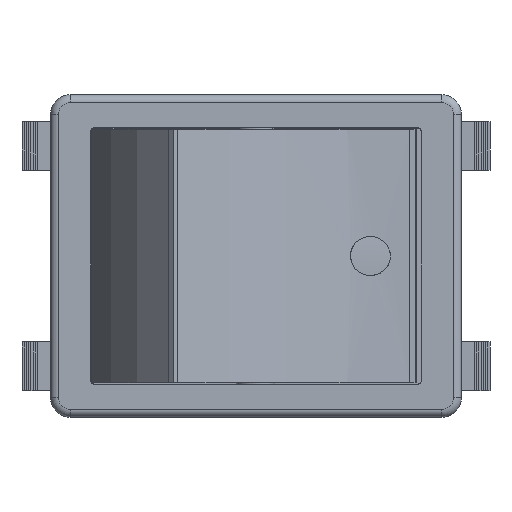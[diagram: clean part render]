
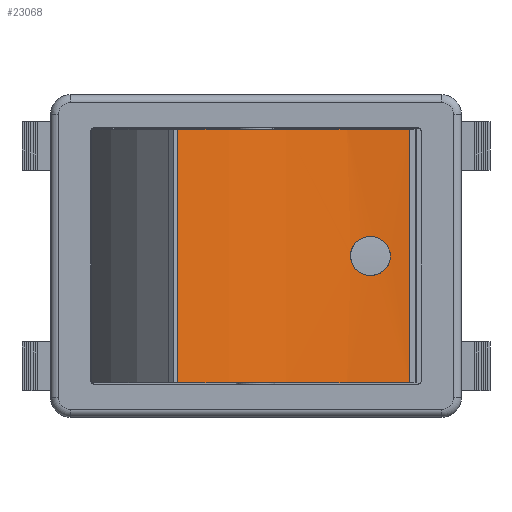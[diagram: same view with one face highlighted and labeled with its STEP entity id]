
A CAD part, top view. The second image highlights one B-rep face of the part: STEP entity #23068.
In plain terms, the highlighted cylindrical face has radius 28.263 mm (diameter 56.525 mm), a partial arc.
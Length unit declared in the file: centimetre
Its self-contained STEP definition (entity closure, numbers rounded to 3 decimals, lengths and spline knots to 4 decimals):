
#419=B_SPLINE_CURVE_WITH_KNOTS('',3,(#30591,#30592,#30593,#30594,#30595,
#30596,#30597,#30598,#30599,#30600,#30601,#30602,#30603,#30604,#30605,#30606,
#30607,#30608),.UNSPECIFIED.,.F.,.F.,(4,2,2,2,2,2,2,2,4),(0.,0.0565,
0.1129,0.1714,0.2299,0.2878,
0.3457,0.4021,0.4586),.UNSPECIFIED.);
#420=B_SPLINE_CURVE_WITH_KNOTS('',3,(#30609,#30610,#30611,#30612,#30613,
#30614,#30615,#30616,#30617,#30618,#30619,#30620,#30621,#30622,#30623,#30624,
#30625,#30626),.UNSPECIFIED.,.F.,.F.,(4,2,2,2,2,2,2,2,4),(0.4586,
0.515,0.5714,0.6293,0.6872,
0.7457,0.8042,0.8606,0.9171),
 .UNSPECIFIED.);
#1219=FACE_BOUND('',#3537,.T.);
#2235=FACE_OUTER_BOUND('',#3536,.T.);
#3536=EDGE_LOOP('',(#16448,#16449,#16450,#16451));
#3537=EDGE_LOOP('',(#16452,#16453));
#4842=CIRCLE('',#24374,2.8263);
#4875=CIRCLE('',#24447,2.8263);
#5006=LINE('',#30088,#7515);
#5007=LINE('',#30091,#7516);
#7515=VECTOR('',#25381,1.);
#7516=VECTOR('',#25384,1.);
#10028=VERTEX_POINT('',#30076);
#10029=VERTEX_POINT('',#30080);
#10030=VERTEX_POINT('',#30084);
#10031=VERTEX_POINT('',#30090);
#10182=VERTEX_POINT('',#30589);
#10183=VERTEX_POINT('',#30590);
#12350=EDGE_CURVE('',#10030,#10028,#5006,.T.);
#12351=EDGE_CURVE('',#10029,#10031,#5007,.T.);
#12572=EDGE_CURVE('',#10029,#10028,#4842,.T.);
#12583=EDGE_CURVE('',#10182,#10183,#419,.T.);
#12584=EDGE_CURVE('',#10183,#10182,#420,.T.);
#12678=EDGE_CURVE('',#10030,#10031,#4875,.T.);
#16448=ORIENTED_EDGE('',*,*,#12350,.F.);
#16449=ORIENTED_EDGE('',*,*,#12678,.T.);
#16450=ORIENTED_EDGE('',*,*,#12351,.F.);
#16451=ORIENTED_EDGE('',*,*,#12572,.T.);
#16452=ORIENTED_EDGE('',*,*,#12583,.T.);
#16453=ORIENTED_EDGE('',*,*,#12584,.T.);
#22880=CYLINDRICAL_SURFACE('',#24446,2.8263);
#23068=ADVANCED_FACE('',(#2235,#1219),#22880,.F.);
#24374=AXIS2_PLACEMENT_3D('',#30533,#25799,#25800);
#24446=AXIS2_PLACEMENT_3D('',#30822,#26006,#26007);
#24447=AXIS2_PLACEMENT_3D('',#30823,#26008,#26009);
#25381=DIRECTION('',(0.,1.,0.));
#25384=DIRECTION('',(0.,-1.,0.));
#25799=DIRECTION('center_axis',(0.,1.,0.));
#25800=DIRECTION('ref_axis',(0.65,0.,0.76));
#26006=DIRECTION('center_axis',(0.,-1.,0.));
#26007=DIRECTION('ref_axis',(0.65,0.,0.76));
#26008=DIRECTION('center_axis',(0.,-1.,0.));
#26009=DIRECTION('ref_axis',(0.65,0.,0.76));
#30076=CARTESIAN_POINT('',(-0.6028,0.975,2.5982));
#30080=CARTESIAN_POINT('',(1.1825,0.975,1.9484));
#30084=CARTESIAN_POINT('',(-0.6028,-0.975,2.5982));
#30088=CARTESIAN_POINT('',(-0.6028,0.,2.5982));
#30090=CARTESIAN_POINT('',(1.1825,-0.975,1.9484));
#30091=CARTESIAN_POINT('',(1.1825,0.,1.9484));
#30533=CARTESIAN_POINT('Origin',(1.2002,0.975,4.7746));
#30589=CARTESIAN_POINT('',(1.0332,0.,1.9533));
#30590=CARTESIAN_POINT('',(0.7267,0.,1.9883));
#30591=CARTESIAN_POINT('Ctrl Pts',(1.0332,0.,
1.9533));
#30592=CARTESIAN_POINT('Ctrl Pts',(1.0332,-0.0188,
1.9533));
#30593=CARTESIAN_POINT('Ctrl Pts',(1.0293,-0.0388,
1.9535));
#30594=CARTESIAN_POINT('Ctrl Pts',(1.0136,-0.0755,
1.9545));
#30595=CARTESIAN_POINT('Ctrl Pts',(1.0018,-0.0922,
1.9553));
#30596=CARTESIAN_POINT('Ctrl Pts',(0.9744,-0.119,
1.9574));
#30597=CARTESIAN_POINT('Ctrl Pts',(0.9569,-0.1307,
1.9588));
#30598=CARTESIAN_POINT('Ctrl Pts',(0.9186,-0.1462,
1.9624));
#30599=CARTESIAN_POINT('Ctrl Pts',(0.8979,-0.15,1.9645));
#30600=CARTESIAN_POINT('Ctrl Pts',(0.8593,-0.15,1.9689));
#30601=CARTESIAN_POINT('Ctrl Pts',(0.8389,-0.1463,
1.9715));
#30602=CARTESIAN_POINT('Ctrl Pts',(0.8012,-0.1309,
1.9766));
#30603=CARTESIAN_POINT('Ctrl Pts',(0.784,-0.1192,
1.9792));
#30604=CARTESIAN_POINT('Ctrl Pts',(0.7572,-0.0924,
1.9833));
#30605=CARTESIAN_POINT('Ctrl Pts',(0.7457,-0.0756,
1.9851));
#30606=CARTESIAN_POINT('Ctrl Pts',(0.7305,-0.0388,
1.9877));
#30607=CARTESIAN_POINT('Ctrl Pts',(0.7267,-0.0188,
1.9883));
#30608=CARTESIAN_POINT('Ctrl Pts',(0.7267,0.,
1.9883));
#30609=CARTESIAN_POINT('Ctrl Pts',(0.7267,0.,
1.9883));
#30610=CARTESIAN_POINT('Ctrl Pts',(0.7267,0.0188,
1.9883));
#30611=CARTESIAN_POINT('Ctrl Pts',(0.7305,0.0388,
1.9877));
#30612=CARTESIAN_POINT('Ctrl Pts',(0.7457,0.0756,
1.9851));
#30613=CARTESIAN_POINT('Ctrl Pts',(0.7572,0.0924,
1.9833));
#30614=CARTESIAN_POINT('Ctrl Pts',(0.784,0.1192,
1.9792));
#30615=CARTESIAN_POINT('Ctrl Pts',(0.8012,0.1309,
1.9766));
#30616=CARTESIAN_POINT('Ctrl Pts',(0.8389,0.1463,
1.9715));
#30617=CARTESIAN_POINT('Ctrl Pts',(0.8593,0.15,1.9689));
#30618=CARTESIAN_POINT('Ctrl Pts',(0.8979,0.15,1.9645));
#30619=CARTESIAN_POINT('Ctrl Pts',(0.9186,0.1462,
1.9624));
#30620=CARTESIAN_POINT('Ctrl Pts',(0.9569,0.1307,
1.9588));
#30621=CARTESIAN_POINT('Ctrl Pts',(0.9744,0.119,
1.9574));
#30622=CARTESIAN_POINT('Ctrl Pts',(1.0018,0.0922,
1.9553));
#30623=CARTESIAN_POINT('Ctrl Pts',(1.0136,0.0755,
1.9545));
#30624=CARTESIAN_POINT('Ctrl Pts',(1.0293,0.0388,
1.9535));
#30625=CARTESIAN_POINT('Ctrl Pts',(1.0332,0.0188,
1.9533));
#30626=CARTESIAN_POINT('Ctrl Pts',(1.0332,0.,
1.9533));
#30822=CARTESIAN_POINT('Origin',(1.2002,0.,
4.7746));
#30823=CARTESIAN_POINT('Origin',(1.2002,-0.975,4.7746));
